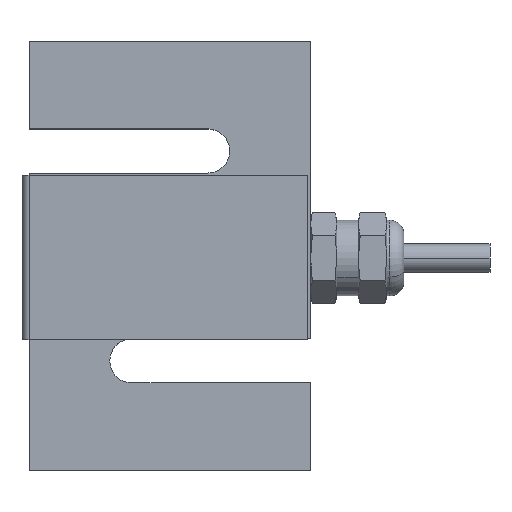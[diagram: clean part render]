
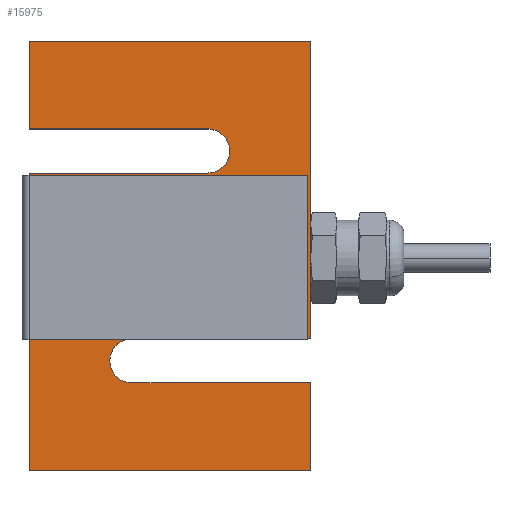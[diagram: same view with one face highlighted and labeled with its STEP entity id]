
A CAD part, top view. The second image highlights one B-rep face of the part: STEP entity #15975.
In plain terms, the highlighted planar face has unit normal (0, 0, 1).
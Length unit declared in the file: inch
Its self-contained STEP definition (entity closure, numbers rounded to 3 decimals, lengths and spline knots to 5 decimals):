
#2 = VERTEX_POINT ( 'NONE', #20004 ) ;
#21 = VECTOR ( 'NONE', #24111, 39.37008 ) ;
#49 = VERTEX_POINT ( 'NONE', #1105 ) ;
#755 = VERTEX_POINT ( 'NONE', #881 ) ;
#881 = CARTESIAN_POINT ( 'NONE',  ( -1.25, 0.61, 0. ) ) ;
#948 = CIRCLE ( 'NONE', #18090, 0.155 ) ;
#1105 = CARTESIAN_POINT ( 'NONE',  ( 0., 0., 0. ) ) ;
#1141 = EDGE_CURVE ( 'NONE', #755, #16850, #14881, .T. ) ;
#1636 = DIRECTION ( 'NONE',  ( 1., 0., 0. ) ) ;
#1857 = EDGE_CURVE ( 'NONE', #2, #15862, #19113, .T. ) ;
#1868 = DIRECTION ( 'NONE',  ( 0., 0., 1. ) ) ;
#1876 = DIRECTION ( 'NONE',  ( 0., 0., 1. ) ) ;
#1955 = DIRECTION ( 'NONE',  ( 1., 0., 0. ) ) ;
#1957 = CARTESIAN_POINT ( 'NONE',  ( -1.97, 0., 0. ) ) ;
#2856 = ORIENTED_EDGE ( 'NONE', *, *, #9581, .F. ) ;
#3111 = LINE ( 'NONE', #4588, #6031 ) ;
#3844 = CARTESIAN_POINT ( 'NONE',  ( -1.97, 2.08, 0. ) ) ;
#4159 = VECTOR ( 'NONE', #22411, 39.37008 ) ;
#4588 = CARTESIAN_POINT ( 'NONE',  ( 0., 0., 0. ) ) ;
#4610 = DIRECTION ( 'NONE',  ( 0., 0., 1. ) ) ;
#4896 = EDGE_CURVE ( 'NONE', #21415, #11622, #14076, .T. ) ;
#5169 = CARTESIAN_POINT ( 'NONE',  ( -1.97, 0., 0. ) ) ;
#5189 = DIRECTION ( 'NONE',  ( 0., -1., 0. ) ) ;
#5192 = CARTESIAN_POINT ( 'NONE',  ( -1.97, 0., 0. ) ) ;
#5389 = CARTESIAN_POINT ( 'NONE',  ( -1.97, 3., 0. ) ) ;
#6031 = VECTOR ( 'NONE', #17496, 39.37008 ) ;
#6096 = ORIENTED_EDGE ( 'NONE', *, *, #15983, .F. ) ;
#6948 = ORIENTED_EDGE ( 'NONE', *, *, #15955, .F. ) ;
#6981 = DIRECTION ( 'NONE',  ( 1., 0., 0. ) ) ;
#7014 = CARTESIAN_POINT ( 'NONE',  ( -1.25, 0.765, 0. ) ) ;
#7240 = VERTEX_POINT ( 'NONE', #8679 ) ;
#7387 = EDGE_CURVE ( 'NONE', #16861, #49, #20588, .T. ) ;
#7570 = CARTESIAN_POINT ( 'NONE',  ( -0.72, 2.08, 0. ) ) ;
#7958 = CARTESIAN_POINT ( 'NONE',  ( -1.25, 0.92, 0. ) ) ;
#8373 = DIRECTION ( 'NONE',  ( 1., 0., 0. ) ) ;
#8679 = CARTESIAN_POINT ( 'NONE',  ( 0., 0.92, 0. ) ) ;
#8811 = LINE ( 'NONE', #5389, #23175 ) ;
#9272 = CARTESIAN_POINT ( 'NONE',  ( -1.25, 0.61, 0. ) ) ;
#9325 = FACE_OUTER_BOUND ( 'NONE', #20098, .T. ) ;
#9581 = EDGE_CURVE ( 'NONE', #22081, #2, #20347, .T. ) ;
#10556 = CARTESIAN_POINT ( 'NONE',  ( -0.72, 2.39, 0. ) ) ;
#10790 = CARTESIAN_POINT ( 'NONE',  ( -1.97, 2.39, 0. ) ) ;
#11622 = VERTEX_POINT ( 'NONE', #10790 ) ;
#12041 = VERTEX_POINT ( 'NONE', #13506 ) ;
#12181 = EDGE_CURVE ( 'NONE', #12041, #7240, #3111, .T. ) ;
#13130 = CARTESIAN_POINT ( 'NONE',  ( -0.72, 2.235, 0. ) ) ;
#13173 = VECTOR ( 'NONE', #5189, 39.37008 ) ;
#13302 = AXIS2_PLACEMENT_3D ( 'NONE', #13130, #1876, #22226 ) ;
#13358 = DIRECTION ( 'NONE',  ( -1., 0., 0. ) ) ;
#13446 = LINE ( 'NONE', #1957, #4159 ) ;
#13506 = CARTESIAN_POINT ( 'NONE',  ( 0., 3., 0. ) ) ;
#13529 = LINE ( 'NONE', #19107, #23336 ) ;
#13819 = EDGE_CURVE ( 'NONE', #15862, #21415, #948, .T. ) ;
#14005 = CARTESIAN_POINT ( 'NONE',  ( -0.72, 2.235, 0. ) ) ;
#14076 = LINE ( 'NONE', #10556, #19667 ) ;
#14881 = LINE ( 'NONE', #9272, #21 ) ;
#14970 = EDGE_CURVE ( 'NONE', #19917, #12041, #8811, .T. ) ;
#15078 = ORIENTED_EDGE ( 'NONE', *, *, #16249, .T. ) ;
#15805 = DIRECTION ( 'NONE',  ( 0., -1., 0. ) ) ;
#15862 = VERTEX_POINT ( 'NONE', #23689 ) ;
#15955 = EDGE_CURVE ( 'NONE', #23512, #755, #18955, .T. ) ;
#15975 = ADVANCED_FACE ( 'NONE', ( #9325 ), #16264, .T. ) ;
#15983 = EDGE_CURVE ( 'NONE', #7240, #23512, #20623, .T. ) ;
#16249 = EDGE_CURVE ( 'NONE', #19917, #11622, #13446, .T. ) ;
#16264 = PLANE ( 'NONE',  #16987 ) ;
#16850 = VERTEX_POINT ( 'NONE', #21588 ) ;
#16855 = VECTOR ( 'NONE', #1955, 39.37008 ) ;
#16861 = VERTEX_POINT ( 'NONE', #5169 ) ;
#16987 = AXIS2_PLACEMENT_3D ( 'NONE', #5192, #20038, #1636 ) ;
#17000 = ORIENTED_EDGE ( 'NONE', *, *, #19702, .F. ) ;
#17496 = DIRECTION ( 'NONE',  ( 0., -1., 0. ) ) ;
#17560 = CARTESIAN_POINT ( 'NONE',  ( -0.72, 2.39, 0. ) ) ;
#17592 = CARTESIAN_POINT ( 'NONE',  ( -1.97, 3., 0. ) ) ;
#18090 = AXIS2_PLACEMENT_3D ( 'NONE', #14005, #4610, #8373 ) ;
#18171 = AXIS2_PLACEMENT_3D ( 'NONE', #7014, #1868, #23920 ) ;
#18568 = ORIENTED_EDGE ( 'NONE', *, *, #7387, .T. ) ;
#18675 = CARTESIAN_POINT ( 'NONE',  ( -1.97, 0., 0. ) ) ;
#18955 = CIRCLE ( 'NONE', #18171, 0.155 ) ;
#19107 = CARTESIAN_POINT ( 'NONE',  ( -1.97, 0., 0. ) ) ;
#19113 = CIRCLE ( 'NONE', #13302, 0.155 ) ;
#19121 = ORIENTED_EDGE ( 'NONE', *, *, #21901, .T. ) ;
#19532 = VECTOR ( 'NONE', #23994, 39.37008 ) ;
#19667 = VECTOR ( 'NONE', #21219, 39.37008 ) ;
#19702 = EDGE_CURVE ( 'NONE', #16850, #49, #21490, .T. ) ;
#19917 = VERTEX_POINT ( 'NONE', #17592 ) ;
#20004 = CARTESIAN_POINT ( 'NONE',  ( -0.72, 2.08, 0. ) ) ;
#20038 = DIRECTION ( 'NONE',  ( 0., 0., 1. ) ) ;
#20098 = EDGE_LOOP ( 'NONE', ( #2856, #19121, #18568, #17000, #23045, #6948, #6096, #22626, #22351, #15078, #21038, #22350, #23177 ) ) ;
#20347 = LINE ( 'NONE', #7570, #19532 ) ;
#20588 = LINE ( 'NONE', #18675, #16855 ) ;
#20623 = LINE ( 'NONE', #7958, #21661 ) ;
#21038 = ORIENTED_EDGE ( 'NONE', *, *, #4896, .F. ) ;
#21219 = DIRECTION ( 'NONE',  ( -1., 0., 0. ) ) ;
#21415 = VERTEX_POINT ( 'NONE', #17560 ) ;
#21490 = LINE ( 'NONE', #21854, #13173 ) ;
#21588 = CARTESIAN_POINT ( 'NONE',  ( 0., 0.61, 0. ) ) ;
#21661 = VECTOR ( 'NONE', #13358, 39.37008 ) ;
#21854 = CARTESIAN_POINT ( 'NONE',  ( 0., 0., 0. ) ) ;
#21901 = EDGE_CURVE ( 'NONE', #22081, #16861, #13529, .T. ) ;
#22081 = VERTEX_POINT ( 'NONE', #3844 ) ;
#22226 = DIRECTION ( 'NONE',  ( 1., 0., 0. ) ) ;
#22232 = CARTESIAN_POINT ( 'NONE',  ( -1.25, 0.92, 0. ) ) ;
#22351 = ORIENTED_EDGE ( 'NONE', *, *, #14970, .F. ) ;
#22350 = ORIENTED_EDGE ( 'NONE', *, *, #13819, .F. ) ;
#22411 = DIRECTION ( 'NONE',  ( 0., -1., 0. ) ) ;
#22626 = ORIENTED_EDGE ( 'NONE', *, *, #12181, .F. ) ;
#23045 = ORIENTED_EDGE ( 'NONE', *, *, #1141, .F. ) ;
#23175 = VECTOR ( 'NONE', #6981, 39.37008 ) ;
#23177 = ORIENTED_EDGE ( 'NONE', *, *, #1857, .F. ) ;
#23336 = VECTOR ( 'NONE', #15805, 39.37008 ) ;
#23512 = VERTEX_POINT ( 'NONE', #22232 ) ;
#23689 = CARTESIAN_POINT ( 'NONE',  ( -0.565, 2.235, 0. ) ) ;
#23920 = DIRECTION ( 'NONE',  ( 1., 0., 0. ) ) ;
#23994 = DIRECTION ( 'NONE',  ( 1., 0., 0. ) ) ;
#24111 = DIRECTION ( 'NONE',  ( 1., 0., 0. ) ) ;
